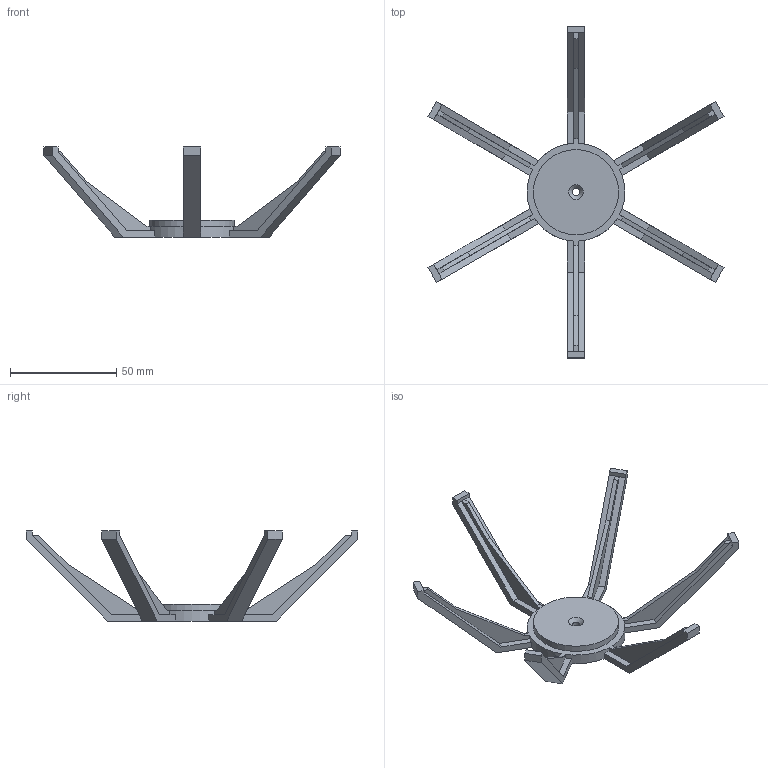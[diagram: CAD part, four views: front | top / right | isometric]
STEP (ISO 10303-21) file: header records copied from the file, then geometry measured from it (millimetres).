
FILE_DESCRIPTION(('Open CASCADE Model'),'2;1');
FILE_NAME('Open CASCADE Shape Model','2025-06-20T14:10:07',('Author'),( 'Open CASCADE'),'Open CASCADE STEP processor 7.7','Open CASCADE 7.7' ,'Unknown');
FILE_SCHEMA(('AUTOMOTIVE_DESIGN { 1 0 10303 214 1 1 1 1 }'));
Length unit declared in the file: millimetre
Products named in the file (1): Open CASCADE STEP translator 7.7 818
Bounding box: 139.1 x 156 x 42.32 mm (x, y, z)
Volume: 26874.7 mm3; surface area: 17494.4 mm2
Topology: 1 solids, 1 shells, 109 faces, 303 edges, 198 vertices
Faces by surface type: plane 100, cylinder 8, cone 1
Full cylindrical faces by diameter (mm): 3.5 x1, 40 x1
Entity records: 7378 total; most frequent: CARTESIAN_POINT 1349, DIRECTION 1097, LINE 803, VECTOR 803, ORIENTED_EDGE 606, PCURVE 606, DEFINITIONAL_REPRESENTATION 606, EDGE_CURVE 303
